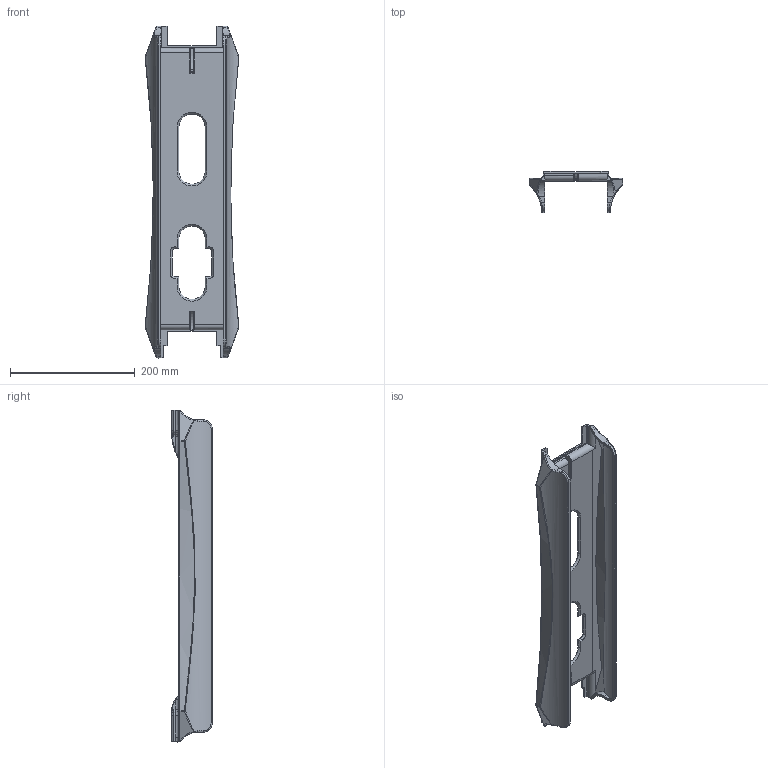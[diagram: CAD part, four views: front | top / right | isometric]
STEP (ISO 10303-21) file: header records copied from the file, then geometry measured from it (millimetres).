
FILE_DESCRIPTION(/* description */ (''),/* implementation_level */ '2;1');
FILE_NAME(/* name */ 'cover deck v56.step',/* time_stamp */ '2020-06-16T09:29:39+02:00',/* author */ (''),/* organization */ (''),/* preprocessor_version */ 'ST-DEVELOPER v18.1',/* originating_system */ 'Autodesk Translation Framework v9.3.0.1241',/* authorisation */ '');
FILE_SCHEMA (('AUTOMOTIVE_DESIGN { 1 0 10303 214 3 1 1 }'));
Length unit declared in the file: millimetre
Products named in the file (1): cover deck
Bounding box: 149.91 x 65 x 531.21 mm (x, y, z)
Volume: 425946 mm3; surface area: 231806.4 mm2
Topology: 1 solids, 1 shells, 310 faces, 791 edges, 482 vertices
Faces by surface type: cylinder 118, plane 111, bspline 32, torus 24, sphere 16, cone 9
Entity records: 10576 total; most frequent: CARTESIAN_POINT 3124, ORIENTED_EDGE 1578, DIRECTION 1557, EDGE_CURVE 789, AXIS2_PLACEMENT_3D 581, VERTEX_POINT 482, LINE 395, VECTOR 395
